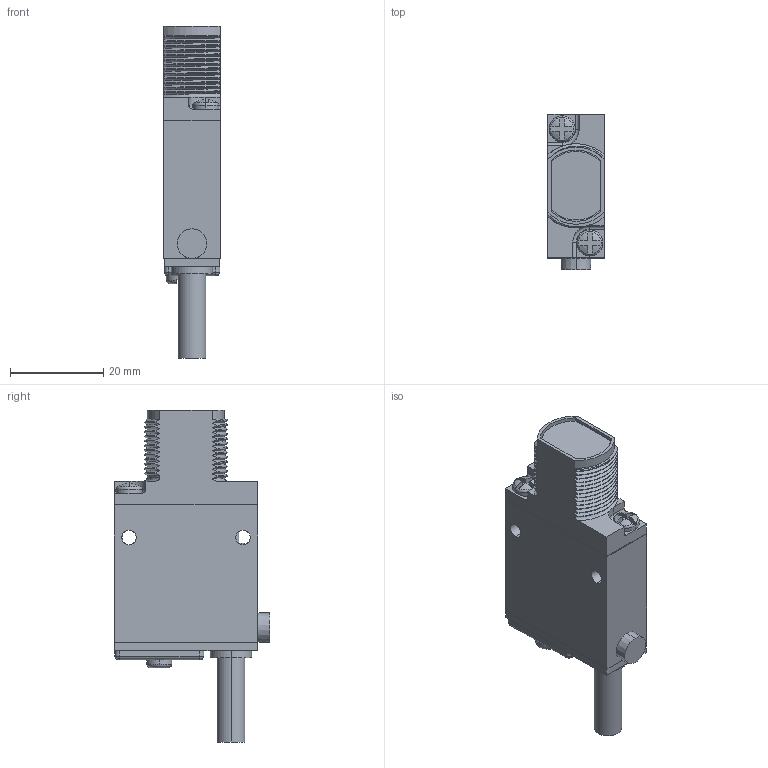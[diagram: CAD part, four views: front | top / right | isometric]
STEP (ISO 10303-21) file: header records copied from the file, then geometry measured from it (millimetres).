
FILE_DESCRIPTION((''),'2;1');
FILE_NAME('154445_SM01_ASM','2025-09-08T15:30:09',('banengservice'),('BANNER ENGINEERING'),'CREO PARAMETRIC BY PTC INC, 2022414','CREO PARAMETRIC BY PTC INC, 2022414','');
FILE_SCHEMA(('CONFIG_CONTROL_DESIGN'));
Products named in the file (3): 154445_EP01; 09460_WEB; 154445_SM01_ASM
Assembly tree (2 placements, depth 2):
  154445_SM01_ASM
    154445_EP01
    09460_WEB
Bounding box: 12.09 x 33.32 x 71.11 mm (x, y, z)
Volume: 17677.7 mm3; surface area: 6552.2 mm2
Topology: 2 solids, 2 shells, 264 faces, 712 edges, 464 vertices
Faces by surface type: bspline 85, plane 75, cylinder 70, cone 16, torus 10, sphere 8
Entity records: 12820 total; most frequent: CARTESIAN_POINT 6682, ORIENTED_EDGE 1424, DIRECTION 1005, EDGE_CURVE 712, VERTEX_POINT 464, AXIS2_PLACEMENT_3D 350, VECTOR 305, LINE 305
